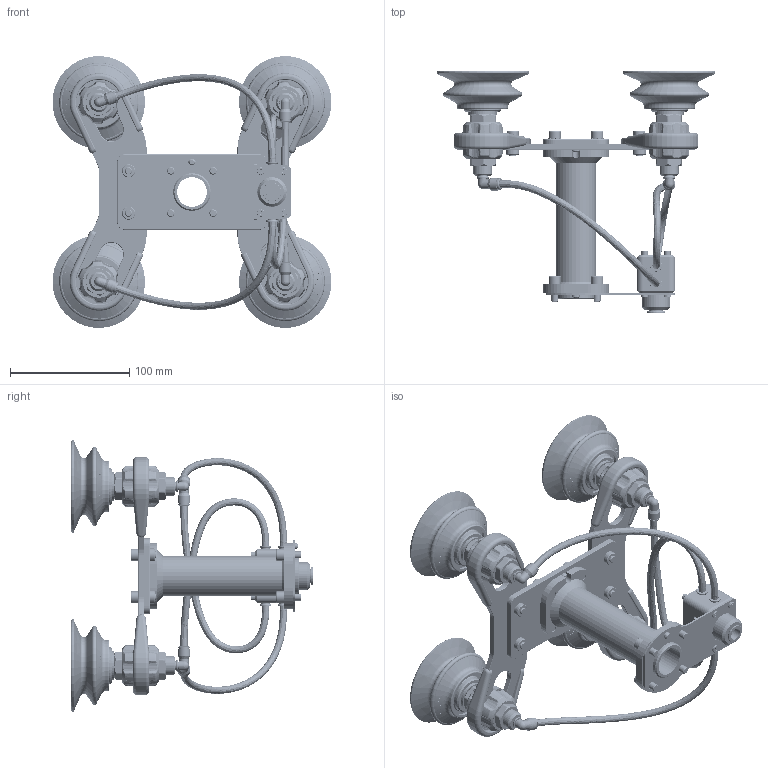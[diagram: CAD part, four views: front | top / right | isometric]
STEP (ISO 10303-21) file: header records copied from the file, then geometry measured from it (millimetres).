
FILE_DESCRIPTION (( 'STEP AP214' ), '1' );
FILE_NAME ('PowerPick Gripper (0 mm + S bracket configuration).STEP', '2023-02-22T14:46:40', ( '' ), ( '' ), 'SwSTEP 2.0', 'SolidWorks 2021', '' );
FILE_SCHEMA (( 'AUTOMOTIVE_DESIGN' ));
Length unit declared in the file: millimetre
Products named in the file (27): PowerPick Gripper (0 mm + S bracket configuration); V-018_PRISE D''ÉCROU ET BOULON_D‚faut; Connexion Legris 6mm X 11.5mm serie 3100; socket head cap screw iso robotiq_ISO 4762 M3 x 35 - 18C; I-023 Plate^I-023; X-350175-A - B75XP PIAB SUCTION CUP_X-350175-A; V-016_BOULON D''AIR_D‚faut; socket head cap screw iso robotiq_ISO 4762 M3 x 4 - 4C; RACCORD EN COUDE AVEC TIGE_5225K118; V-017_ÉCROU D''AIR_D‚faut; FLAT WASHER REGULAR_Y-130112-A; X-340060-A TUYAU 6MM^I-ASM-CLIENT-004_S-230mm-mirror; I-030; X-340060-A TUYAU 6MM^I-ASM-CLIENT-004_S-230mm; X-320612-A CONNEXION PNEUMATIQUE DIA 10MM, LONG 17.0_X-320612-A; self-clinching nut_pmm1_PEM S-M6-1 ZI--N; I-023; socket head cap screw iso robotiq_ISO 4762 M6 x 15 - 15C; V-A03_AIR NODE; toothed lock washer metric robotiq_DIN 6797-A6.4; I-025; X-340060-A TUYAU 6MM^I-ASM-CLIENT-004_S-220mm-mirror; I-028; I-006; I-027; X-340060-A TUYAU 6MM^I-ASM-CLIENT-004_S-220mm; I-029
Assembly tree (72 placements, depth 3):
  PowerPick Gripper (0 mm + S bracket configuration)
    I-023
      I-023 Plate^I-023
      self-clinching nut_pmm1_PEM S-M6-1 ZI--N  x4
    I-025  x2
    I-027
    I-028
    I-029
    I-030
    I-006  x4
    V-A03_AIR NODE  x4
      V-016_BOULON D''AIR_D‚faut
      V-018_PRISE D''ÉCROU ET BOULON_D‚faut
      V-017_ÉCROU D''AIR_D‚faut
      Connexion Legris 6mm X 11.5mm serie 3100
    X-350175-A - B75XP PIAB SUCTION CUP_X-350175-A  x4
    X-320612-A CONNEXION PNEUMATIQUE DIA 10MM, LONG 17.0_X-320612-A
    Connexion Legris 6mm X 11.5mm serie 3100  x4
    RACCORD EN COUDE AVEC TIGE_5225K118  x4
    FLAT WASHER REGULAR_Y-130112-A  x4
    socket head cap screw iso robotiq_ISO 4762 M6 x 15 - 15C  x12
    socket head cap screw iso robotiq_ISO 4762 M3 x 4 - 4C  x2
    toothed lock washer metric robotiq_DIN 6797-A6.4  x8
    socket head cap screw iso robotiq_ISO 4762 M3 x 35 - 18C  x4
    X-340060-A TUYAU 6MM^I-ASM-CLIENT-004_S-230mm
    X-340060-A TUYAU 6MM^I-ASM-CLIENT-004_S-220mm
    X-340060-A TUYAU 6MM^I-ASM-CLIENT-004_S-230mm-mirror
    X-340060-A TUYAU 6MM^I-ASM-CLIENT-004_S-220mm-mirror
Bounding box: 233.46 x 202.19 x 227.39 mm (x, y, z)
Volume: 381899 mm3; surface area: 356592.2 mm2
Topology: 82 solids, 118 shells, 7944 faces, 19470 edges, 11910 vertices
Faces by surface type: plane 2120, cylinder 1825, bspline 1444, cone 1172, torus 911, sphere 472
Entity records: 91761 total; most frequent: CARTESIAN_POINT 29809, ORIENTED_EDGE 11605, DIRECTION 11528, EDGE_CURVE 5910, AXIS2_PLACEMENT_3D 4435, VERTEX_POINT 3688, VECTOR 2658, LINE 2658
